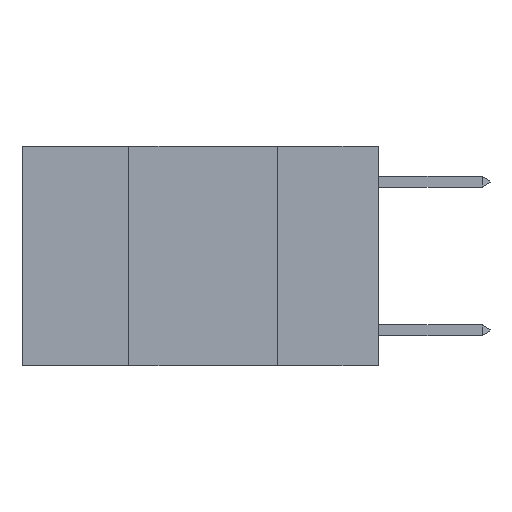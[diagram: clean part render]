
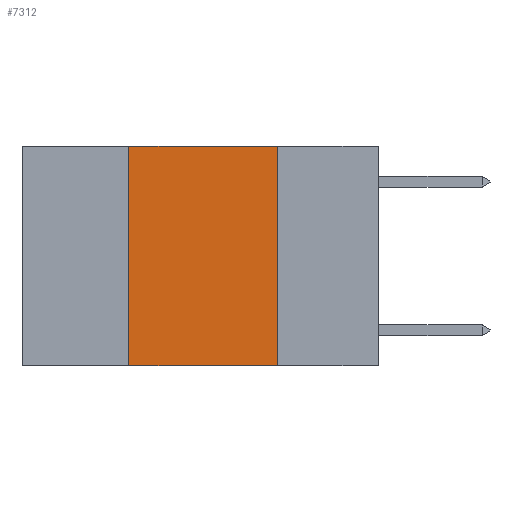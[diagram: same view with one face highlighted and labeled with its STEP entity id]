
A CAD part, left-side view. The second image highlights one B-rep face of the part: STEP entity #7312.
In plain terms, the highlighted planar face has unit normal (-1, 0, 0).
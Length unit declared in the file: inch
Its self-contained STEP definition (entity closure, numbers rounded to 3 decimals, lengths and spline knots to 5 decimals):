
#114 = VECTOR ( 'NONE', #11294, 39.37008 ) ;
#1288 = CARTESIAN_POINT ( 'NONE',  ( 0., 0.6, -0.37 ) ) ;
#3595 = LINE ( 'NONE', #15431, #4122 ) ;
#4122 = VECTOR ( 'NONE', #15412, 39.37008 ) ;
#5521 = DIRECTION ( 'NONE',  ( 0., 0., -1. ) ) ;
#5524 = DIRECTION ( 'NONE',  ( 1., 0., 0. ) ) ;
#5542 = PLANE ( 'NONE',  #14001 ) ;
#5732 = CARTESIAN_POINT ( 'NONE',  ( 0., 0.6, 0. ) ) ;
#5762 = VERTEX_POINT ( 'NONE', #20115 ) ;
#6299 = VECTOR ( 'NONE', #17359, 39.37008 ) ;
#7312 = ADVANCED_FACE ( 'NONE', ( #10219 ), #5542, .F. ) ;
#8052 = EDGE_CURVE ( 'NONE', #19656, #18425, #20020, .T. ) ;
#9144 = EDGE_CURVE ( 'NONE', #5762, #13583, #3595, .T. ) ;
#9999 = VECTOR ( 'NONE', #12109, 39.37008 ) ;
#10219 = FACE_OUTER_BOUND ( 'NONE', #18614, .T. ) ;
#10318 = CARTESIAN_POINT ( 'NONE',  ( 0., 0.6, 0. ) ) ;
#11294 = DIRECTION ( 'NONE',  ( 0., -1., 0. ) ) ;
#12109 = DIRECTION ( 'NONE',  ( 0., -1., 0. ) ) ;
#13138 = CARTESIAN_POINT ( 'NONE',  ( 0., 0.17, 0. ) ) ;
#13583 = VERTEX_POINT ( 'NONE', #20631 ) ;
#14001 = AXIS2_PLACEMENT_3D ( 'NONE', #5732, #5524, #5521 ) ;
#14833 = ORIENTED_EDGE ( 'NONE', *, *, #8052, .F. ) ;
#15251 = ORIENTED_EDGE ( 'NONE', *, *, #19260, .F. ) ;
#15269 = ORIENTED_EDGE ( 'NONE', *, *, #9144, .F. ) ;
#15380 = ORIENTED_EDGE ( 'NONE', *, *, #20998, .T. ) ;
#15412 = DIRECTION ( 'NONE',  ( 0., 0., 1. ) ) ;
#15431 = CARTESIAN_POINT ( 'NONE',  ( 0., 0.42, 0. ) ) ;
#16659 = CARTESIAN_POINT ( 'NONE',  ( 0., 0.17, 0. ) ) ;
#17359 = DIRECTION ( 'NONE',  ( 0., 0., -1. ) ) ;
#17951 = LINE ( 'NONE', #1288, #114 ) ;
#18425 = VERTEX_POINT ( 'NONE', #21214 ) ;
#18614 = EDGE_LOOP ( 'NONE', ( #14833, #15251, #15269, #15380 ) ) ;
#18878 = LINE ( 'NONE', #10318, #9999 ) ;
#19260 = EDGE_CURVE ( 'NONE', #13583, #19656, #18878, .T. ) ;
#19656 = VERTEX_POINT ( 'NONE', #13138 ) ;
#20020 = LINE ( 'NONE', #16659, #6299 ) ;
#20115 = CARTESIAN_POINT ( 'NONE',  ( 0., 0.42, -0.37 ) ) ;
#20631 = CARTESIAN_POINT ( 'NONE',  ( 0., 0.42, 0. ) ) ;
#20998 = EDGE_CURVE ( 'NONE', #5762, #18425, #17951, .T. ) ;
#21214 = CARTESIAN_POINT ( 'NONE',  ( 0., 0.17, -0.37 ) ) ;
